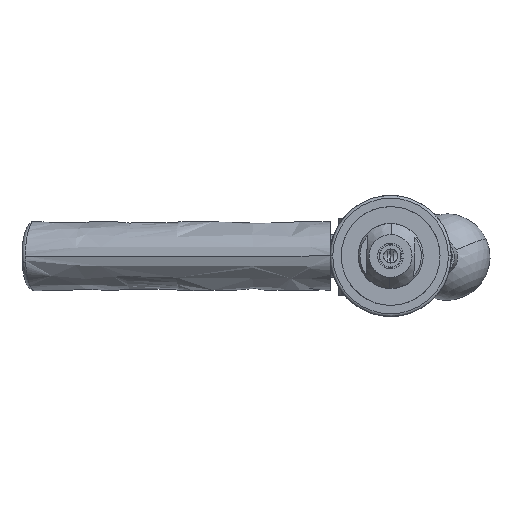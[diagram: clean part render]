
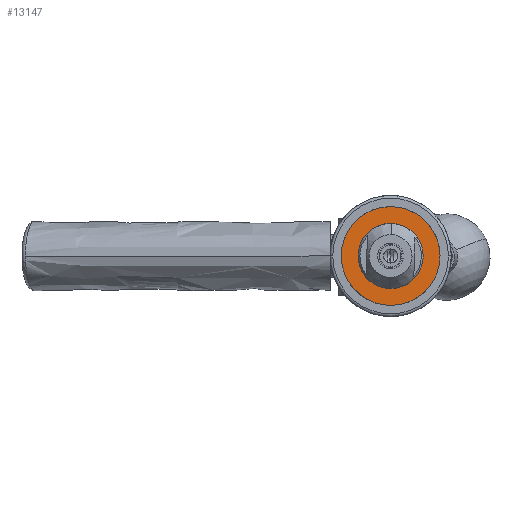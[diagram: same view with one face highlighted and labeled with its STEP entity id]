
A CAD part, left-side view. The second image highlights one B-rep face of the part: STEP entity #13147.
In plain terms, the highlighted planar face has unit normal (-1, 0, 0).
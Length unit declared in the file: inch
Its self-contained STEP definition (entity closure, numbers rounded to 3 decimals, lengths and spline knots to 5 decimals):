
#403 = CARTESIAN_POINT ( 'NONE',  ( -4.364, 0., 0. ) ) ;
#560 = DIRECTION ( 'NONE',  ( 0., -0.986, -0.169 ) ) ;
#1553 = CIRCLE ( 'NONE', #6807, 0.7135 ) ;
#1787 = EDGE_LOOP ( 'NONE', ( #17409, #12098 ) ) ;
#1834 = CIRCLE ( 'NONE', #16691, 0.47 ) ;
#2450 = VERTEX_POINT ( 'NONE', #10600 ) ;
#3303 = FACE_BOUND ( 'NONE', #9991, .T. ) ;
#4392 = FACE_OUTER_BOUND ( 'NONE', #1787, .T. ) ;
#4602 = CARTESIAN_POINT ( 'NONE',  ( -4.364, 0., 0. ) ) ;
#5493 = AXIS2_PLACEMENT_3D ( 'NONE', #16169, #8237, #16337 ) ;
#5829 = CIRCLE ( 'NONE', #8135, 0.47 ) ;
#6646 = CARTESIAN_POINT ( 'NONE',  ( -4.364, 0., 0. ) ) ;
#6807 = AXIS2_PLACEMENT_3D ( 'NONE', #4602, #12784, #560 ) ;
#7516 = CIRCLE ( 'NONE', #5493, 0.7135 ) ;
#7701 = CARTESIAN_POINT ( 'NONE',  ( -4.364, 0.46327, 0.07924 ) ) ;
#8010 = ORIENTED_EDGE ( 'NONE', *, *, #9634, .T. ) ;
#8135 = AXIS2_PLACEMENT_3D ( 'NONE', #12119, #9051, #14599 ) ;
#8237 = DIRECTION ( 'NONE',  ( 1., 0., 0. ) ) ;
#8844 = PLANE ( 'NONE',  #16747 ) ;
#9051 = DIRECTION ( 'NONE',  ( 1., 0., 0. ) ) ;
#9634 = EDGE_CURVE ( 'NONE', #11196, #2450, #5829, .T. ) ;
#9991 = EDGE_LOOP ( 'NONE', ( #18010, #8010 ) ) ;
#10112 = CARTESIAN_POINT ( 'NONE',  ( -4.364, -0.70329, -0.12029 ) ) ;
#10256 = DIRECTION ( 'NONE',  ( 0., -0.986, -0.169 ) ) ;
#10317 = EDGE_CURVE ( 'NONE', #17546, #11534, #7516, .T. ) ;
#10337 = DIRECTION ( 'NONE',  ( 1., 0., 0. ) ) ;
#10600 = CARTESIAN_POINT ( 'NONE',  ( -4.364, -0.46327, -0.07924 ) ) ;
#11196 = VERTEX_POINT ( 'NONE', #7701 ) ;
#11534 = VERTEX_POINT ( 'NONE', #13228 ) ;
#11912 = DIRECTION ( 'NONE',  ( 1., 0., 0. ) ) ;
#12098 = ORIENTED_EDGE ( 'NONE', *, *, #10317, .F. ) ;
#12119 = CARTESIAN_POINT ( 'NONE',  ( -4.364, 0., 0. ) ) ;
#12784 = DIRECTION ( 'NONE',  ( 1., 0., 0. ) ) ;
#13147 = ADVANCED_FACE ( 'NONE', ( #4392, #3303 ), #8844, .F. ) ;
#13228 = CARTESIAN_POINT ( 'NONE',  ( -4.364, 0.70329, 0.12029 ) ) ;
#14599 = DIRECTION ( 'NONE',  ( 0., -0.986, -0.169 ) ) ;
#15424 = EDGE_CURVE ( 'NONE', #2450, #11196, #1834, .T. ) ;
#15619 = EDGE_CURVE ( 'NONE', #11534, #17546, #1553, .T. ) ;
#16169 = CARTESIAN_POINT ( 'NONE',  ( -4.364, 0., 0. ) ) ;
#16284 = DIRECTION ( 'NONE',  ( 0., -0.986, -0.169 ) ) ;
#16337 = DIRECTION ( 'NONE',  ( 0., -0.986, -0.169 ) ) ;
#16691 = AXIS2_PLACEMENT_3D ( 'NONE', #403, #10337, #10256 ) ;
#16747 = AXIS2_PLACEMENT_3D ( 'NONE', #6646, #11912, #16284 ) ;
#17409 = ORIENTED_EDGE ( 'NONE', *, *, #15619, .F. ) ;
#17546 = VERTEX_POINT ( 'NONE', #10112 ) ;
#18010 = ORIENTED_EDGE ( 'NONE', *, *, #15424, .T. ) ;
